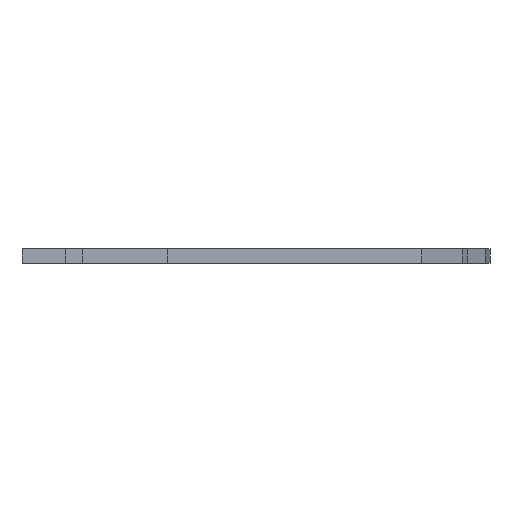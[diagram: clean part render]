
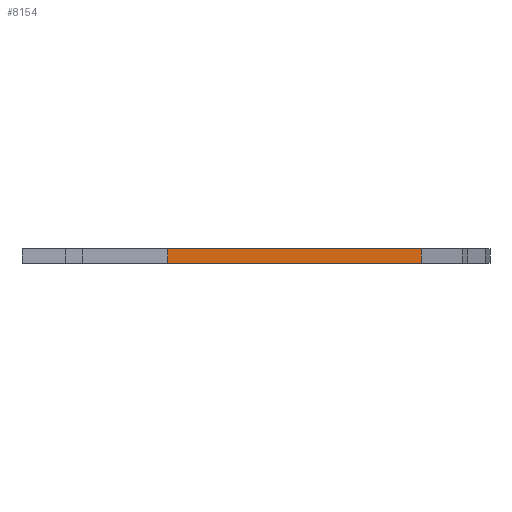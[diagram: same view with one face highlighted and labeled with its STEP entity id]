
A CAD part, front view. The second image highlights one B-rep face of the part: STEP entity #8154.
In plain terms, the highlighted planar face has unit normal (0, -1, 0).
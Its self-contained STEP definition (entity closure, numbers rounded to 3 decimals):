
#83 = PLANE('',#84);
#84 = AXIS2_PLACEMENT_3D('',#85,#86,#87);
#85 = CARTESIAN_POINT('',(102.899,-68.413,1.6));
#86 = DIRECTION('',(0.,0.,1.));
#87 = DIRECTION('',(1.,0.,-0.));
#137 = PLANE('',#138);
#138 = AXIS2_PLACEMENT_3D('',#139,#140,#141);
#139 = CARTESIAN_POINT('',(102.899,-68.413,0.));
#140 = DIRECTION('',(0.,0.,1.));
#141 = DIRECTION('',(1.,0.,-0.));
#639 = VERTEX_POINT('',#640);
#640 = CARTESIAN_POINT('',(95.148,-114.318,0.));
#654 = PLANE('',#655);
#655 = AXIS2_PLACEMENT_3D('',#656,#657,#658);
#656 = CARTESIAN_POINT('',(85.848,-114.318,0.));
#657 = DIRECTION('',(0.,1.,0.));
#658 = DIRECTION('',(1.,0.,0.));
#666 = EDGE_CURVE('',#639,#667,#669,.T.);
#667 = VERTEX_POINT('',#668);
#668 = CARTESIAN_POINT('',(122.848,-114.318,0.));
#669 = SURFACE_CURVE('',#670,(#674,#681),.PCURVE_S1.);
#670 = LINE('',#671,#672);
#671 = CARTESIAN_POINT('',(95.148,-114.318,0.));
#672 = VECTOR('',#673,1.);
#673 = DIRECTION('',(1.,0.,0.));
#674 = PCURVE('',#137,#675);
#675 = DEFINITIONAL_REPRESENTATION('',(#676),#680);
#676 = LINE('',#677,#678);
#677 = CARTESIAN_POINT('',(-7.751,-45.905));
#678 = VECTOR('',#679,1.);
#679 = DIRECTION('',(1.,0.));
#680 = ( GEOMETRIC_REPRESENTATION_CONTEXT(2) 
PARAMETRIC_REPRESENTATION_CONTEXT() REPRESENTATION_CONTEXT('2D SPACE',''
  ) );
#681 = PCURVE('',#682,#687);
#682 = PLANE('',#683);
#683 = AXIS2_PLACEMENT_3D('',#684,#685,#686);
#684 = CARTESIAN_POINT('',(95.148,-114.318,0.));
#685 = DIRECTION('',(0.,1.,0.));
#686 = DIRECTION('',(1.,0.,0.));
#687 = DEFINITIONAL_REPRESENTATION('',(#688),#692);
#688 = LINE('',#689,#690);
#689 = CARTESIAN_POINT('',(0.,0.));
#690 = VECTOR('',#691,1.);
#691 = DIRECTION('',(1.,0.));
#692 = ( GEOMETRIC_REPRESENTATION_CONTEXT(2) 
PARAMETRIC_REPRESENTATION_CONTEXT() REPRESENTATION_CONTEXT('2D SPACE',''
  ) );
#710 = PLANE('',#711);
#711 = AXIS2_PLACEMENT_3D('',#712,#713,#714);
#712 = CARTESIAN_POINT('',(122.848,-114.318,0.));
#713 = DIRECTION('',(-0.86,0.509,0.));
#714 = DIRECTION('',(0.509,0.86,0.));
#4469 = VERTEX_POINT('',#4470);
#4470 = CARTESIAN_POINT('',(95.148,-114.318,1.6));
#4491 = EDGE_CURVE('',#4469,#4492,#4494,.T.);
#4492 = VERTEX_POINT('',#4493);
#4493 = CARTESIAN_POINT('',(122.848,-114.318,1.6));
#4494 = SURFACE_CURVE('',#4495,(#4499,#4506),.PCURVE_S1.);
#4495 = LINE('',#4496,#4497);
#4496 = CARTESIAN_POINT('',(95.148,-114.318,1.6));
#4497 = VECTOR('',#4498,1.);
#4498 = DIRECTION('',(1.,0.,0.));
#4499 = PCURVE('',#83,#4500);
#4500 = DEFINITIONAL_REPRESENTATION('',(#4501),#4505);
#4501 = LINE('',#4502,#4503);
#4502 = CARTESIAN_POINT('',(-7.751,-45.905));
#4503 = VECTOR('',#4504,1.);
#4504 = DIRECTION('',(1.,0.));
#4505 = ( GEOMETRIC_REPRESENTATION_CONTEXT(2) 
PARAMETRIC_REPRESENTATION_CONTEXT() REPRESENTATION_CONTEXT('2D SPACE',''
  ) );
#4506 = PCURVE('',#682,#4507);
#4507 = DEFINITIONAL_REPRESENTATION('',(#4508),#4512);
#4508 = LINE('',#4509,#4510);
#4509 = CARTESIAN_POINT('',(0.,-1.6));
#4510 = VECTOR('',#4511,1.);
#4511 = DIRECTION('',(1.,0.));
#4512 = ( GEOMETRIC_REPRESENTATION_CONTEXT(2) 
PARAMETRIC_REPRESENTATION_CONTEXT() REPRESENTATION_CONTEXT('2D SPACE',''
  ) );
#8106 = EDGE_CURVE('',#639,#4469,#8107,.T.);
#8107 = SURFACE_CURVE('',#8108,(#8112,#8119),.PCURVE_S1.);
#8108 = LINE('',#8109,#8110);
#8109 = CARTESIAN_POINT('',(95.148,-114.318,0.));
#8110 = VECTOR('',#8111,1.);
#8111 = DIRECTION('',(0.,0.,1.));
#8112 = PCURVE('',#654,#8113);
#8113 = DEFINITIONAL_REPRESENTATION('',(#8114),#8118);
#8114 = LINE('',#8115,#8116);
#8115 = CARTESIAN_POINT('',(9.3,0.));
#8116 = VECTOR('',#8117,1.);
#8117 = DIRECTION('',(0.,-1.));
#8118 = ( GEOMETRIC_REPRESENTATION_CONTEXT(2) 
PARAMETRIC_REPRESENTATION_CONTEXT() REPRESENTATION_CONTEXT('2D SPACE',''
  ) );
#8119 = PCURVE('',#682,#8120);
#8120 = DEFINITIONAL_REPRESENTATION('',(#8121),#8125);
#8121 = LINE('',#8122,#8123);
#8122 = CARTESIAN_POINT('',(0.,0.));
#8123 = VECTOR('',#8124,1.);
#8124 = DIRECTION('',(0.,-1.));
#8125 = ( GEOMETRIC_REPRESENTATION_CONTEXT(2) 
PARAMETRIC_REPRESENTATION_CONTEXT() REPRESENTATION_CONTEXT('2D SPACE',''
  ) );
#8154 = ADVANCED_FACE('',(#8155),#682,.F.);
#8155 = FACE_BOUND('',#8156,.F.);
#8156 = EDGE_LOOP('',(#8157,#8158,#8159,#8180));
#8157 = ORIENTED_EDGE('',*,*,#8106,.T.);
#8158 = ORIENTED_EDGE('',*,*,#4491,.T.);
#8159 = ORIENTED_EDGE('',*,*,#8160,.F.);
#8160 = EDGE_CURVE('',#667,#4492,#8161,.T.);
#8161 = SURFACE_CURVE('',#8162,(#8166,#8173),.PCURVE_S1.);
#8162 = LINE('',#8163,#8164);
#8163 = CARTESIAN_POINT('',(122.848,-114.318,0.));
#8164 = VECTOR('',#8165,1.);
#8165 = DIRECTION('',(0.,0.,1.));
#8166 = PCURVE('',#682,#8167);
#8167 = DEFINITIONAL_REPRESENTATION('',(#8168),#8172);
#8168 = LINE('',#8169,#8170);
#8169 = CARTESIAN_POINT('',(27.7,0.));
#8170 = VECTOR('',#8171,1.);
#8171 = DIRECTION('',(0.,-1.));
#8172 = ( GEOMETRIC_REPRESENTATION_CONTEXT(2) 
PARAMETRIC_REPRESENTATION_CONTEXT() REPRESENTATION_CONTEXT('2D SPACE',''
  ) );
#8173 = PCURVE('',#710,#8174);
#8174 = DEFINITIONAL_REPRESENTATION('',(#8175),#8179);
#8175 = LINE('',#8176,#8177);
#8176 = CARTESIAN_POINT('',(0.,0.));
#8177 = VECTOR('',#8178,1.);
#8178 = DIRECTION('',(0.,-1.));
#8179 = ( GEOMETRIC_REPRESENTATION_CONTEXT(2) 
PARAMETRIC_REPRESENTATION_CONTEXT() REPRESENTATION_CONTEXT('2D SPACE',''
  ) );
#8180 = ORIENTED_EDGE('',*,*,#666,.F.);
